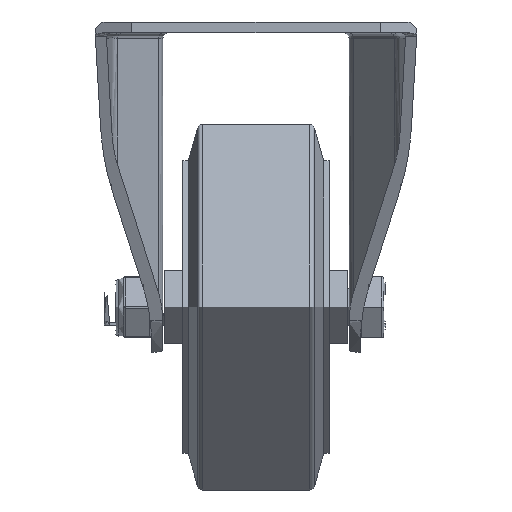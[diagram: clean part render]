
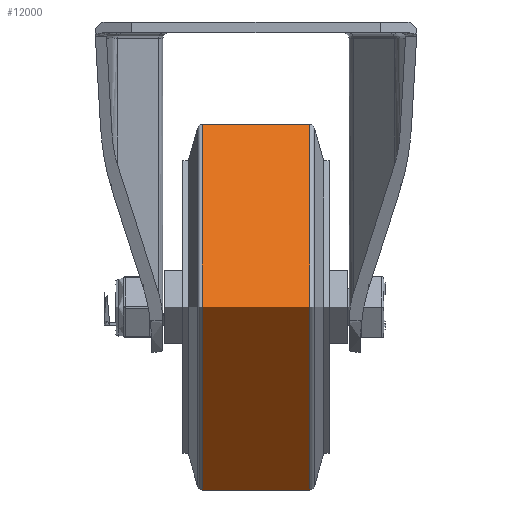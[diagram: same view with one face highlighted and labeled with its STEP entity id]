
A CAD part, left-side view. The second image highlights one B-rep face of the part: STEP entity #12000.
In plain terms, the highlighted cylindrical face has radius 50 mm (diameter 100 mm), a full revolution.
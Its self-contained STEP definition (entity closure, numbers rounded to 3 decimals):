
#1632=FACE_OUTER_BOUND('',#2367,.T.);
#2367=EDGE_LOOP('',(#8861,#8862,#8863,#8864));
#3258=LINE('',#17848,#4107);
#4107=VECTOR('',#14565,50.);
#4833=CIRCLE('',#13016,50.);
#4834=CIRCLE('',#13018,50.);
#5378=VERTEX_POINT('',#17843);
#5379=VERTEX_POINT('',#17847);
#6681=EDGE_CURVE('',#5378,#5378,#4833,.T.);
#6682=EDGE_CURVE('',#5378,#5379,#3258,.T.);
#6683=EDGE_CURVE('',#5379,#5379,#4834,.T.);
#8861=ORIENTED_EDGE('',*,*,#6681,.F.);
#8862=ORIENTED_EDGE('',*,*,#6682,.T.);
#8863=ORIENTED_EDGE('',*,*,#6683,.T.);
#8864=ORIENTED_EDGE('',*,*,#6682,.F.);
#11733=CYLINDRICAL_SURFACE('',#13017,50.);
#12000=ADVANCED_FACE('',(#1632),#11733,.T.);
#13016=AXIS2_PLACEMENT_3D('',#17845,#14561,#14562);
#13017=AXIS2_PLACEMENT_3D('',#17846,#14563,#14564);
#13018=AXIS2_PLACEMENT_3D('',#17849,#14566,#14567);
#14561=DIRECTION('center_axis',(0.,1.,0.));
#14562=DIRECTION('ref_axis',(0.,0.,
1.));
#14563=DIRECTION('center_axis',(0.,1.,0.));
#14564=DIRECTION('ref_axis',(0.,0.,
1.));
#14565=DIRECTION('',(0.,-1.,0.));
#14566=DIRECTION('center_axis',(0.,1.,0.));
#14567=DIRECTION('ref_axis',(0.,0.,
1.));
#17843=CARTESIAN_POINT('',(0.,14.684,-50.));
#17845=CARTESIAN_POINT('Origin',(0.,14.684,
0.));
#17846=CARTESIAN_POINT('Origin',(0.,0.,
0.));
#17847=CARTESIAN_POINT('',(0.,-14.684,-50.));
#17848=CARTESIAN_POINT('',(0.,0.,
-50.));
#17849=CARTESIAN_POINT('Origin',(0.,-14.684,
0.));
